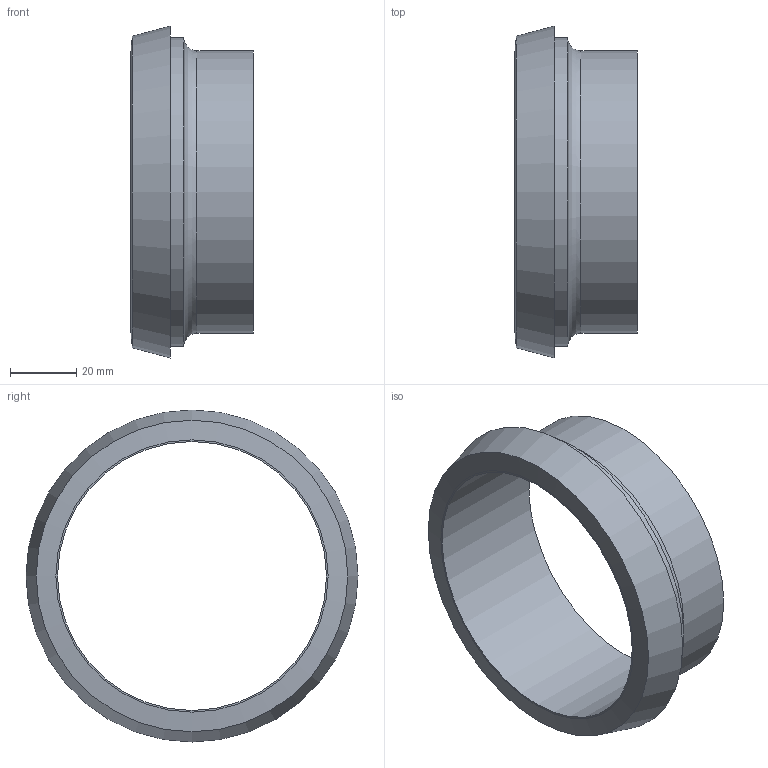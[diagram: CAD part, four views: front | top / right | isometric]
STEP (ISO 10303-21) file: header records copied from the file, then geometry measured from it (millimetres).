
FILE_DESCRIPTION((''),'2;1');
FILE_NAME('11420080x.stp','2010-08-03T09:21:57',('thilbrands'),(''),'Autodesk Inventor 2008','Autodesk Inventor 2008','');
FILE_SCHEMA(('AUTOMOTIVE_DESIGN { 1 0 10303 214 1 1 1 1 }'));
Length unit declared in the file: millimetre
Products named in the file (1): 114200101
Bounding box: 37 x 100 x 100 mm (x, y, z)
Volume: 44496.5 mm3; surface area: 23830.9 mm2
Topology: 1 solids, 1 shells, 9 faces, 15 edges, 9 vertices
Faces by surface type: cylinder 3, plane 3, cone 2, bspline 1
Full cylindrical faces by diameter (mm): 81 x1, 85 x1, 93 x1
Entity records: 254 total; most frequent: CARTESIAN_POINT 72, DIRECTION 36, AXIS2_PLACEMENT_3D 18, ORIENTED_EDGE 18, EDGE_LOOP 18, VERTEX_POINT 9, CIRCLE 9, EDGE_CURVE 9
